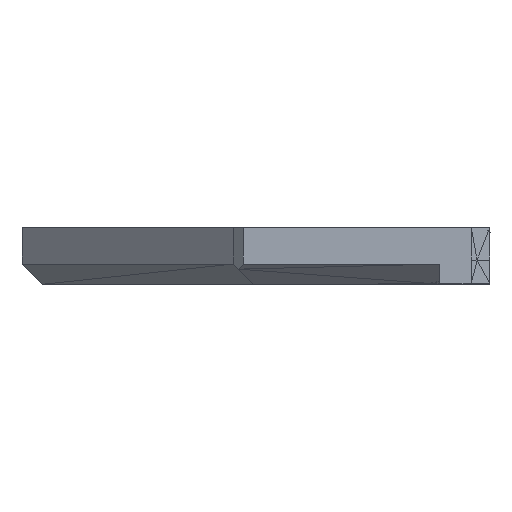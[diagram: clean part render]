
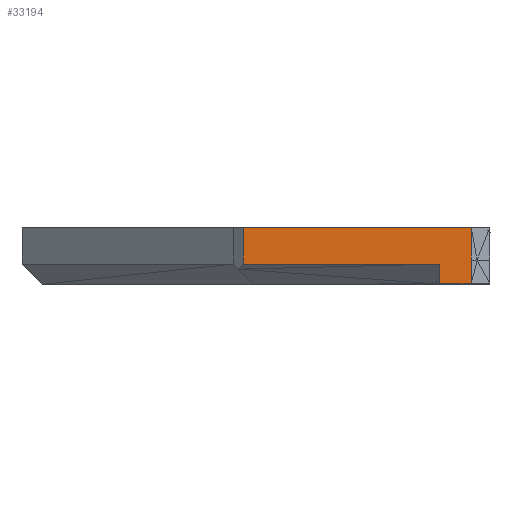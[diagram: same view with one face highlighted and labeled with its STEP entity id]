
A CAD part, left-side view. The second image highlights one B-rep face of the part: STEP entity #33194.
In plain terms, the highlighted planar face has unit normal (-1, 0, 0).
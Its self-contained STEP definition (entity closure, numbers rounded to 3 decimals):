
#22 = VERTEX_POINT('',#23);
#23 = CARTESIAN_POINT('',(66.498,106.26,2.));
#32 = PLANE('',#33);
#33 = AXIS2_PLACEMENT_3D('',#34,#35,#36);
#34 = CARTESIAN_POINT('',(66.628,96.901,1.871
    ));
#35 = DIRECTION('',(-0.707,0.,-0.707)
  );
#36 = DIRECTION('',(-0.707,0.,0.707));
#44 = PLANE('',#45);
#45 = AXIS2_PLACEMENT_3D('',#46,#47,#48);
#46 = CARTESIAN_POINT('',(66.998,106.759,3.703
    ));
#47 = DIRECTION('',(-0.707,0.707,0.));
#48 = DIRECTION('',(-0.707,-0.707,0.));
#57 = VERTEX_POINT('',#58);
#58 = CARTESIAN_POINT('',(66.498,86.866,2.));
#83 = EDGE_CURVE('',#57,#22,#84,.T.);
#84 = SURFACE_CURVE('',#85,(#89,#96),.PCURVE_S1.);
#85 = LINE('',#86,#87);
#86 = CARTESIAN_POINT('',(66.498,86.866,2.));
#87 = VECTOR('',#88,1.);
#88 = DIRECTION('',(0.,1.,0.));
#89 = PCURVE('',#32,#90);
#90 = DEFINITIONAL_REPRESENTATION('',(#91),#95);
#91 = LINE('',#92,#93);
#92 = CARTESIAN_POINT('',(0.183,-10.035));
#93 = VECTOR('',#94,1.);
#94 = DIRECTION('',(0.,1.));
#95 = ( GEOMETRIC_REPRESENTATION_CONTEXT(2) 
PARAMETRIC_REPRESENTATION_CONTEXT() REPRESENTATION_CONTEXT('2D SPACE',''
  ) );
#96 = PCURVE('',#97,#102);
#97 = PLANE('',#98);
#98 = AXIS2_PLACEMENT_3D('',#99,#100,#101);
#99 = CARTESIAN_POINT('',(66.498,94.315,3.496
    ));
#100 = DIRECTION('',(-1.,-0.,-0.));
#101 = DIRECTION('',(0.,0.,-1.));
#102 = DEFINITIONAL_REPRESENTATION('',(#103),#107);
#103 = LINE('',#104,#105);
#104 = CARTESIAN_POINT('',(1.496,7.449));
#105 = VECTOR('',#106,1.);
#106 = DIRECTION('',(0.,-1.));
#107 = ( GEOMETRIC_REPRESENTATION_CONTEXT(2) 
PARAMETRIC_REPRESENTATION_CONTEXT() REPRESENTATION_CONTEXT('2D SPACE',''
  ) );
#183 = PLANE('',#184);
#184 = AXIS2_PLACEMENT_3D('',#185,#186,#187);
#185 = CARTESIAN_POINT('',(67.18,86.866,
    0.739));
#186 = DIRECTION('',(0.,1.,0.));
#187 = DIRECTION('',(1.,0.,0.));
#2176 = VERTEX_POINT('',#2177);
#2177 = CARTESIAN_POINT('',(66.498,83.722,
    5.599));
#2186 = PLANE('',#2187);
#2187 = AXIS2_PLACEMENT_3D('',#2188,#2189,#2190);
#2188 = CARTESIAN_POINT('',(66.498,83.722,4.
    ));
#2189 = DIRECTION('',(-0.698,0.716,0.
    ));
#2190 = DIRECTION('',(0.716,0.698,0.)
  );
#2197 = PLANE('',#2198);
#2198 = AXIS2_PLACEMENT_3D('',#2199,#2200,#2201);
#2199 = CARTESIAN_POINT('',(114.846,111.184,
    5.599));
#2200 = DIRECTION('',(0.,0.,1.));
#2201 = DIRECTION('',(0.,1.,0.));
#2209 = EDGE_CURVE('',#2176,#2210,#2212,.T.);
#2210 = VERTEX_POINT('',#2211);
#2211 = CARTESIAN_POINT('',(66.498,83.722,
    2.4));
#2212 = SURFACE_CURVE('',#2213,(#2217,#2224),.PCURVE_S1.);
#2213 = LINE('',#2214,#2215);
#2214 = CARTESIAN_POINT('',(66.498,83.722,
    5.599));
#2215 = VECTOR('',#2216,1.);
#2216 = DIRECTION('',(0.,0.,-1.));
#2217 = PCURVE('',#2186,#2218);
#2218 = DEFINITIONAL_REPRESENTATION('',(#2219),#2223);
#2219 = LINE('',#2220,#2221);
#2220 = CARTESIAN_POINT('',(0.,-1.599));
#2221 = VECTOR('',#2222,1.);
#2222 = DIRECTION('',(0.,1.));
#2223 = ( GEOMETRIC_REPRESENTATION_CONTEXT(2) 
PARAMETRIC_REPRESENTATION_CONTEXT() REPRESENTATION_CONTEXT('2D SPACE',''
  ) );
#2224 = PCURVE('',#97,#2225);
#2225 = DEFINITIONAL_REPRESENTATION('',(#2226),#2230);
#2226 = LINE('',#2227,#2228);
#2227 = CARTESIAN_POINT('',(-2.103,10.592));
#2228 = VECTOR('',#2229,1.);
#2229 = DIRECTION('',(1.,0.));
#2230 = ( GEOMETRIC_REPRESENTATION_CONTEXT(2) 
PARAMETRIC_REPRESENTATION_CONTEXT() REPRESENTATION_CONTEXT('2D SPACE',''
  ) );
#2447 = PLANE('',#2448);
#2448 = AXIS2_PLACEMENT_3D('',#2449,#2450,#2451);
#2449 = CARTESIAN_POINT('',(67.61,84.623,
    0.04));
#2450 = DIRECTION('',(0.,0.,-1.));
#2451 = DIRECTION('',(-1.,0.,0.));
#2816 = VERTEX_POINT('',#2817);
#2817 = CARTESIAN_POINT('',(66.498,83.722,
    0.04));
#2852 = PLANE('',#2853);
#2853 = AXIS2_PLACEMENT_3D('',#2854,#2855,#2856);
#2854 = CARTESIAN_POINT('',(66.668,83.553,
    1.39));
#2855 = DIRECTION('',(-0.707,-0.707,
    0.));
#2856 = DIRECTION('',(0.707,-0.707,0.));
#2866 = EDGE_CURVE('',#2210,#2816,#2867,.T.);
#2867 = SURFACE_CURVE('',#2868,(#2872,#2879),.PCURVE_S1.);
#2868 = LINE('',#2869,#2870);
#2869 = CARTESIAN_POINT('',(66.498,83.722,
    2.4));
#2870 = VECTOR('',#2871,1.);
#2871 = DIRECTION('',(0.,0.,-1.));
#2872 = PCURVE('',#2852,#2873);
#2873 = DEFINITIONAL_REPRESENTATION('',(#2874),#2878);
#2874 = LINE('',#2875,#2876);
#2875 = CARTESIAN_POINT('',(-0.24,1.01));
#2876 = VECTOR('',#2877,1.);
#2877 = DIRECTION('',(0.,-1.));
#2878 = ( GEOMETRIC_REPRESENTATION_CONTEXT(2) 
PARAMETRIC_REPRESENTATION_CONTEXT() REPRESENTATION_CONTEXT('2D SPACE',''
  ) );
#2879 = PCURVE('',#97,#2880);
#2880 = DEFINITIONAL_REPRESENTATION('',(#2881),#2885);
#2881 = LINE('',#2882,#2883);
#2882 = CARTESIAN_POINT('',(1.096,10.592));
#2883 = VECTOR('',#2884,1.);
#2884 = DIRECTION('',(1.,0.));
#2885 = ( GEOMETRIC_REPRESENTATION_CONTEXT(2) 
PARAMETRIC_REPRESENTATION_CONTEXT() REPRESENTATION_CONTEXT('2D SPACE',''
  ) );
#3740 = VERTEX_POINT('',#3741);
#3741 = CARTESIAN_POINT('',(66.498,106.26,
    5.599));
#3762 = EDGE_CURVE('',#3740,#2176,#3763,.T.);
#3763 = SURFACE_CURVE('',#3764,(#3768,#3775),.PCURVE_S1.);
#3764 = LINE('',#3765,#3766);
#3765 = CARTESIAN_POINT('',(66.498,106.26,
    5.599));
#3766 = VECTOR('',#3767,1.);
#3767 = DIRECTION('',(0.,-1.,0.));
#3768 = PCURVE('',#2197,#3769);
#3769 = DEFINITIONAL_REPRESENTATION('',(#3770),#3774);
#3770 = LINE('',#3771,#3772);
#3771 = CARTESIAN_POINT('',(-4.924,48.348));
#3772 = VECTOR('',#3773,1.);
#3773 = DIRECTION('',(-1.,0.));
#3774 = ( GEOMETRIC_REPRESENTATION_CONTEXT(2) 
PARAMETRIC_REPRESENTATION_CONTEXT() REPRESENTATION_CONTEXT('2D SPACE',''
  ) );
#3775 = PCURVE('',#97,#3776);
#3776 = DEFINITIONAL_REPRESENTATION('',(#3777),#3781);
#3777 = LINE('',#3778,#3779);
#3778 = CARTESIAN_POINT('',(-2.103,-11.945));
#3779 = VECTOR('',#3780,1.);
#3780 = DIRECTION('',(0.,1.));
#3781 = ( GEOMETRIC_REPRESENTATION_CONTEXT(2) 
PARAMETRIC_REPRESENTATION_CONTEXT() REPRESENTATION_CONTEXT('2D SPACE',''
  ) );
#31959 = VERTEX_POINT('',#31960);
#31960 = CARTESIAN_POINT('',(66.498,86.866,
    0.04));
#31981 = EDGE_CURVE('',#31959,#57,#31982,.T.);
#31982 = SURFACE_CURVE('',#31983,(#31987,#31994),.PCURVE_S1.);
#31983 = LINE('',#31984,#31985);
#31984 = CARTESIAN_POINT('',(66.498,86.866,
    0.04));
#31985 = VECTOR('',#31986,1.);
#31986 = DIRECTION('',(0.,0.,1.));
#31987 = PCURVE('',#183,#31988);
#31988 = DEFINITIONAL_REPRESENTATION('',(#31989),#31993);
#31989 = LINE('',#31990,#31991);
#31990 = CARTESIAN_POINT('',(-0.681,0.699));
#31991 = VECTOR('',#31992,1.);
#31992 = DIRECTION('',(0.,-1.));
#31993 = ( GEOMETRIC_REPRESENTATION_CONTEXT(2) 
PARAMETRIC_REPRESENTATION_CONTEXT() REPRESENTATION_CONTEXT('2D SPACE',''
  ) );
#31994 = PCURVE('',#97,#31995);
#31995 = DEFINITIONAL_REPRESENTATION('',(#31996),#32000);
#31996 = LINE('',#31997,#31998);
#31997 = CARTESIAN_POINT('',(3.456,7.449));
#31998 = VECTOR('',#31999,1.);
#31999 = DIRECTION('',(-1.,0.));
#32000 = ( GEOMETRIC_REPRESENTATION_CONTEXT(2) 
PARAMETRIC_REPRESENTATION_CONTEXT() REPRESENTATION_CONTEXT('2D SPACE',''
  ) );
#32039 = EDGE_CURVE('',#2816,#31959,#32040,.T.);
#32040 = SURFACE_CURVE('',#32041,(#32045,#32052),.PCURVE_S1.);
#32041 = LINE('',#32042,#32043);
#32042 = CARTESIAN_POINT('',(66.498,83.722,
    0.04));
#32043 = VECTOR('',#32044,1.);
#32044 = DIRECTION('',(0.,1.,0.));
#32045 = PCURVE('',#2447,#32046);
#32046 = DEFINITIONAL_REPRESENTATION('',(#32047),#32051);
#32047 = LINE('',#32048,#32049);
#32048 = CARTESIAN_POINT('',(1.111,-0.901));
#32049 = VECTOR('',#32050,1.);
#32050 = DIRECTION('',(0.,1.));
#32051 = ( GEOMETRIC_REPRESENTATION_CONTEXT(2) 
PARAMETRIC_REPRESENTATION_CONTEXT() REPRESENTATION_CONTEXT('2D SPACE',''
  ) );
#32052 = PCURVE('',#97,#32053);
#32053 = DEFINITIONAL_REPRESENTATION('',(#32054),#32058);
#32054 = LINE('',#32055,#32056);
#32055 = CARTESIAN_POINT('',(3.456,10.592));
#32056 = VECTOR('',#32057,1.);
#32057 = DIRECTION('',(0.,-1.));
#32058 = ( GEOMETRIC_REPRESENTATION_CONTEXT(2) 
PARAMETRIC_REPRESENTATION_CONTEXT() REPRESENTATION_CONTEXT('2D SPACE',''
  ) );
#33194 = ADVANCED_FACE('',(#33195),#97,.T.);
#33195 = FACE_BOUND('',#33196,.T.);
#33196 = EDGE_LOOP('',(#33197,#33198,#33199,#33200,#33201,#33202,#33223)
  );
#33197 = ORIENTED_EDGE('',*,*,#31981,.F.);
#33198 = ORIENTED_EDGE('',*,*,#32039,.F.);
#33199 = ORIENTED_EDGE('',*,*,#2866,.F.);
#33200 = ORIENTED_EDGE('',*,*,#2209,.F.);
#33201 = ORIENTED_EDGE('',*,*,#3762,.F.);
#33202 = ORIENTED_EDGE('',*,*,#33203,.T.);
#33203 = EDGE_CURVE('',#3740,#22,#33204,.T.);
#33204 = SURFACE_CURVE('',#33205,(#33209,#33216),.PCURVE_S1.);
#33205 = LINE('',#33206,#33207);
#33206 = CARTESIAN_POINT('',(66.498,106.26,
    5.599));
#33207 = VECTOR('',#33208,1.);
#33208 = DIRECTION('',(0.,0.,-1.));
#33209 = PCURVE('',#97,#33210);
#33210 = DEFINITIONAL_REPRESENTATION('',(#33211),#33215);
#33211 = LINE('',#33212,#33213);
#33212 = CARTESIAN_POINT('',(-2.103,-11.945));
#33213 = VECTOR('',#33214,1.);
#33214 = DIRECTION('',(1.,0.));
#33215 = ( GEOMETRIC_REPRESENTATION_CONTEXT(2) 
PARAMETRIC_REPRESENTATION_CONTEXT() REPRESENTATION_CONTEXT('2D SPACE',''
  ) );
#33216 = PCURVE('',#44,#33217);
#33217 = DEFINITIONAL_REPRESENTATION('',(#33218),#33222);
#33218 = LINE('',#33219,#33220);
#33219 = CARTESIAN_POINT('',(0.706,1.896));
#33220 = VECTOR('',#33221,1.);
#33221 = DIRECTION('',(-0.,-1.));
#33222 = ( GEOMETRIC_REPRESENTATION_CONTEXT(2) 
PARAMETRIC_REPRESENTATION_CONTEXT() REPRESENTATION_CONTEXT('2D SPACE',''
  ) );
#33223 = ORIENTED_EDGE('',*,*,#83,.F.);
